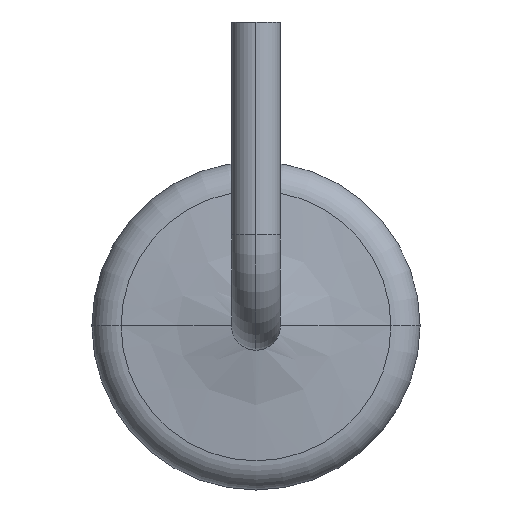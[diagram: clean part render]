
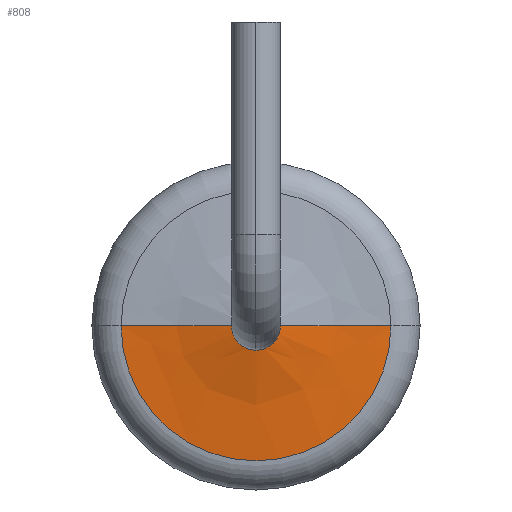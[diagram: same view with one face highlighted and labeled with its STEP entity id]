
A CAD part, left-side view. The second image highlights one B-rep face of the part: STEP entity #808.
In plain terms, the highlighted free-form (B-spline) face has degree [2, 3] with [3, 4] control points.
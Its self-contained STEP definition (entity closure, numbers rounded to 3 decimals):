
#75 = VERTEX_POINT ( 'NONE', #889 ) ;
#104 = CARTESIAN_POINT ( 'NONE',  ( -7.126, 2.22, 0. ) ) ;
#119 = VERTEX_POINT ( 'NONE', #2363 ) ;
#182 = CARTESIAN_POINT ( 'NONE',  ( -7.39, 0., 0. ) ) ;
#184 = CARTESIAN_POINT ( 'NONE',  ( -7.39, -0.4, -0.8 ) ) ;
#216 = EDGE_CURVE ( 'NONE', #677, #75, #2092, .T. ) ;
#261 = EDGE_CURVE ( 'NONE', #1898, #1597, #1600, .T. ) ;
#277 = AXIS2_PLACEMENT_3D ( 'NONE', #899, #1971, #1797 ) ;
#381 = EDGE_LOOP ( 'NONE', ( #718, #1463, #1207, #1566, #1614 ) ) ;
#461 = CIRCLE ( 'NONE', #2064, 2.22 ) ;
#502 = CARTESIAN_POINT ( 'NONE',  ( -7.126, -2.22, 0. ) ) ;
#503 = CARTESIAN_POINT ( 'NONE',  ( -7.164, 1.299, 0. ) ) ;
#516 = CARTESIAN_POINT ( 'NONE',  ( -7.39, -0.4, 0. ) ) ;
#553 = DIRECTION ( 'NONE',  ( -1., 0., 0. ) ) ;
#571 = AXIS2_PLACEMENT_3D ( 'NONE', #182, #553, #929 ) ;
#677 = VERTEX_POINT ( 'NONE', #1108 ) ;
#694 = EDGE_CURVE ( 'NONE', #119, #1898, #461, .T. ) ;
#718 = ORIENTED_EDGE ( 'NONE', *, *, #694, .T. ) ;
#727 = DIRECTION ( 'NONE',  ( 0., -1., 0. ) ) ;
#748 = DIRECTION ( 'NONE',  ( -1., 0., 0. ) ) ;
#758 = CARTESIAN_POINT ( 'NONE',  ( -7.39, -0.4, 0. ) ) ;
#780 = CARTESIAN_POINT ( 'NONE',  ( -7.164, -1.299, 0. ) ) ;
#808 = ADVANCED_FACE ( 'NONE', ( #1590 ), #1726, .F. ) ;
#822 = EDGE_CURVE ( 'NONE', #119, #677, #1307, .T. ) ;
#889 = CARTESIAN_POINT ( 'NONE',  ( -7.39, 0., -0.4 ) ) ;
#899 = CARTESIAN_POINT ( 'NONE',  ( -7.39, 0., 0. ) ) ;
#929 = DIRECTION ( 'NONE',  ( 0., -1., 0. ) ) ;
#960 = CARTESIAN_POINT ( 'NONE',  ( -7.39, 0.4, 0. ) ) ;
#1108 = CARTESIAN_POINT ( 'NONE',  ( -7.39, 0.4, 0. ) ) ;
#1109 = CARTESIAN_POINT ( 'NONE',  ( -7.126, -2.22, 0. ) ) ;
#1140 = CARTESIAN_POINT ( 'NONE',  ( -7.164, 1.299, -2.598 ) ) ;
#1207 = ORIENTED_EDGE ( 'NONE', *, *, #1798, .F. ) ;
#1295 = CARTESIAN_POINT ( 'NONE',  ( -7.39, -0.4, 0. ) ) ;
#1307 = B_SPLINE_CURVE_WITH_KNOTS ( 'NONE', 2,
 ( #104, #503, #1949 ),
 .UNSPECIFIED., .F., .F.,
 ( 3, 3 ),
 ( 0.175, 0.85 ),
 .UNSPECIFIED. ) ;
#1313 = CARTESIAN_POINT ( 'NONE',  ( -7.126, 2.22, 0. ) ) ;
#1463 = ORIENTED_EDGE ( 'NONE', *, *, #261, .T. ) ;
#1471 = CARTESIAN_POINT ( 'NONE',  ( -7.126, -2.22, 0. ) ) ;
#1566 = ORIENTED_EDGE ( 'NONE', *, *, #216, .F. ) ;
#1577 = CIRCLE ( 'NONE', #277, 0.4 ) ;
#1590 = FACE_OUTER_BOUND ( 'NONE', #381, .T. ) ;
#1597 = VERTEX_POINT ( 'NONE', #758 ) ;
#1600 = B_SPLINE_CURVE_WITH_KNOTS ( 'NONE', 2,
 ( #502, #2164, #516 ),
 .UNSPECIFIED., .F., .F.,
 ( 3, 3 ),
 ( 0.175, 0.85 ),
 .UNSPECIFIED. ) ;
#1614 = ORIENTED_EDGE ( 'NONE', *, *, #822, .F. ) ;
#1649 = CARTESIAN_POINT ( 'NONE',  ( -7.126, 0., 0. ) ) ;
#1675 = CARTESIAN_POINT ( 'NONE',  ( -7.164, 1.299, 0. ) ) ;
#1726 =( BOUNDED_SURFACE ( )  B_SPLINE_SURFACE ( 2, 3, ( 
 ( #1313, #2012, #2222, #1471 ),
 ( #1675, #1140, #1849, #780 ),
 ( #960, #2229, #184, #1295 ) ),
 .UNSPECIFIED., .F., .F., .F. ) 
 B_SPLINE_SURFACE_WITH_KNOTS ( ( 3, 3 ),
 ( 4, 4 ),
 ( 0.175, 0.85 ),
 ( 0., 1. ),
 .UNSPECIFIED. ) 
 GEOMETRIC_REPRESENTATION_ITEM ( )  RATIONAL_B_SPLINE_SURFACE ( (
 ( 1., 0.333, 0.333, 1.),
 ( 1., 0.333, 0.333, 1.),
 ( 1., 0.333, 0.333, 1.) ) ) 
 REPRESENTATION_ITEM ( '' )  SURFACE ( )  );
#1797 = DIRECTION ( 'NONE',  ( 0., -1., 0. ) ) ;
#1798 = EDGE_CURVE ( 'NONE', #75, #1597, #1577, .T. ) ;
#1849 = CARTESIAN_POINT ( 'NONE',  ( -7.164, -1.299, -2.598 ) ) ;
#1898 = VERTEX_POINT ( 'NONE', #1109 ) ;
#1949 = CARTESIAN_POINT ( 'NONE',  ( -7.39, 0.4, 0. ) ) ;
#1971 = DIRECTION ( 'NONE',  ( -1., 0., 0. ) ) ;
#2012 = CARTESIAN_POINT ( 'NONE',  ( -7.126, 2.22, -4.441 ) ) ;
#2064 = AXIS2_PLACEMENT_3D ( 'NONE', #1649, #748, #727 ) ;
#2092 = CIRCLE ( 'NONE', #571, 0.4 ) ;
#2164 = CARTESIAN_POINT ( 'NONE',  ( -7.164, -1.299, 0. ) ) ;
#2222 = CARTESIAN_POINT ( 'NONE',  ( -7.126, -2.22, -4.441 ) ) ;
#2229 = CARTESIAN_POINT ( 'NONE',  ( -7.39, 0.4, -0.8 ) ) ;
#2363 = CARTESIAN_POINT ( 'NONE',  ( -7.126, 2.22, 0. ) ) ;
